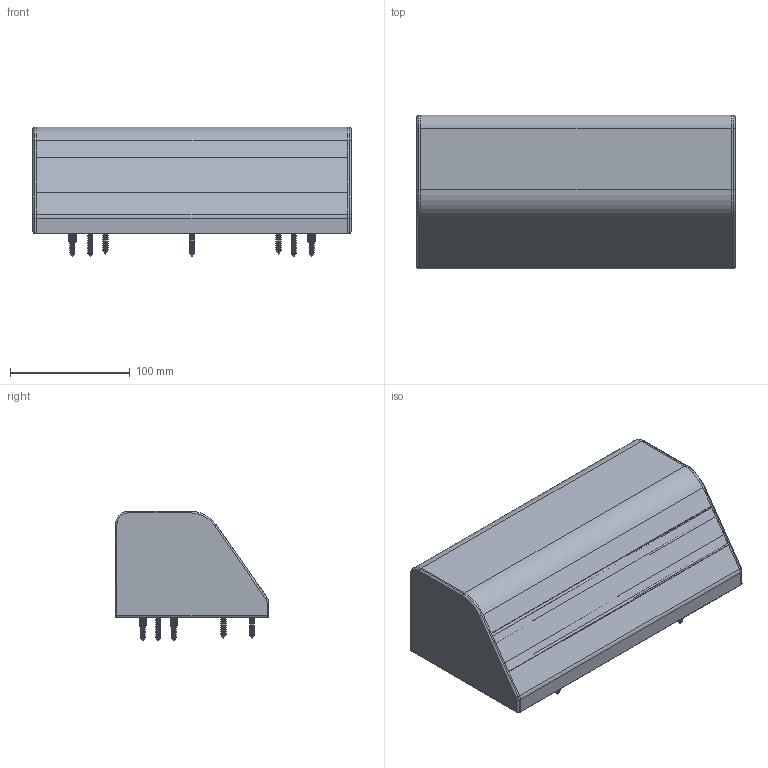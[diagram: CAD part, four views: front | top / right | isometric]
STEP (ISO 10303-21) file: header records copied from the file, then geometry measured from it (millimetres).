
FILE_DESCRIPTION (( 'STEP AP214' ), '1' );
FILE_NAME ('EXT400CTCNFT.step', '2021-07-29T14:17:33', ( '' ), ( '' ), 'SwSTEP 2.0', 'SolidWorks 2020', '' );
FILE_SCHEMA (( 'AUTOMOTIVE_DESIGN' ));
Length unit declared in the file: millimetre
Products named in the file (20): Tapping screw DIN 7982-ST4.2x25-C-H-S-3; Tapping screw DIN 7982-ST4.2x25-C-H-S-2; Tapping screw DIN 7982-ST4.2x25-C-H-S-5; Tapping screw DIN 7982-ST4.8x25-C-H-S-5; Tapping screw DIN 7982-ST4.2x25-C-H-S-8; Tapping screw DIN 7982-ST4.8x25-C-H-S-1; Tapping screw DIN 7982-ST4.2x25-C-H-S-1; Tapping screw DIN 7982-ST4.8x25-C-H-S-4; Group4; Tapping screw DIN 7982-ST4.2x25-C-H-S-6; Group1; EXT400CTCNFT; Tapping screw DIN 7982-ST4.2x25-C-H-S-4; Tapping screw DIN 7982-ST4.8x25-C-H-S-2; Tapping screw DIN 7982-ST4.8x25-C-H-S-3; Group3; ISO 7046-1 - M8 x 35 - Z --- 35S-1; Tapping screw DIN 7982-ST4.2x25-C-H-S-7; Spring Pin ISO 13337 - 4 x 12 - St-1; Spring Pin ISO 13337 - 4 x 12 - St-2
Assembly tree (19 placements, depth 2):
  EXT400CTCNFT
    Group1
    Group3
    Group4
    Tapping screw DIN 7982-ST4.8x25-C-H-S-2
    Tapping screw DIN 7982-ST4.8x25-C-H-S-5
    Tapping screw DIN 7982-ST4.2x25-C-H-S-8
    Tapping screw DIN 7982-ST4.8x25-C-H-S-1
    Tapping screw DIN 7982-ST4.8x25-C-H-S-4
    Tapping screw DIN 7982-ST4.2x25-C-H-S-7
    Tapping screw DIN 7982-ST4.8x25-C-H-S-3
    ISO 7046-1 - M8 x 35 - Z --- 35S-1
    Spring Pin ISO 13337 - 4 x 12 - St-1
    Spring Pin ISO 13337 - 4 x 12 - St-2
    Tapping screw DIN 7982-ST4.2x25-C-H-S-1
    Tapping screw DIN 7982-ST4.2x25-C-H-S-2
    Tapping screw DIN 7982-ST4.2x25-C-H-S-4
    Tapping screw DIN 7982-ST4.2x25-C-H-S-5
    Tapping screw DIN 7982-ST4.2x25-C-H-S-3
    Tapping screw DIN 7982-ST4.2x25-C-H-S-6
Bounding box: 266 x 128.5 x 108.6 mm (x, y, z)
Volume: 986388.8 mm3; surface area: 392312.5 mm2
Topology: 19 solids, 19 shells, 3198 faces, 7741 edges, 4526 vertices
Faces by surface type: cone 1288, cylinder 1076, plane 740, torus 44, bspline 26, sphere 24
Entity records: 105408 total; most frequent: CARTESIAN_POINT 18121, DIRECTION 16785, ORIENTED_EDGE 15374, EDGE_CURVE 7687, AXIS2_PLACEMENT_3D 6420, VERTEX_POINT 4514, VECTOR 3945, LINE 3945
